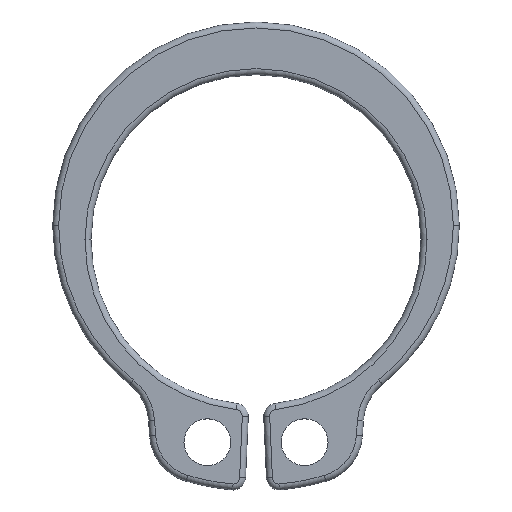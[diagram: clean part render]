
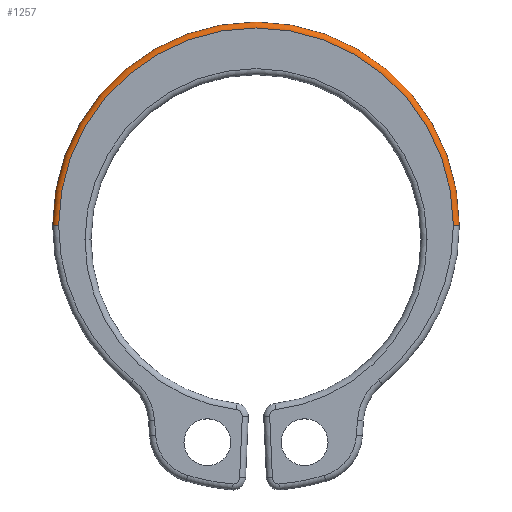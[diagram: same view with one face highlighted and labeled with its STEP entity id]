
A CAD part, top view. The second image highlights one B-rep face of the part: STEP entity #1257.
In plain terms, the highlighted toroidal (fillet/blend) face has major radius 8.25 mm and minor radius 0.25 mm.
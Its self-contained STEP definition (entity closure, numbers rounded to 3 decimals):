
#7 = CIRCLE ( 'NONE', #439, 8.25 ) ;
#57 = CIRCLE ( 'NONE', #1303, 8.5 ) ;
#109 = AXIS2_PLACEMENT_3D ( 'NONE', #214, #1142, #549 ) ;
#139 = DIRECTION ( 'NONE',  ( 0., 1., 0. ) ) ;
#183 = CARTESIAN_POINT ( 'NONE',  ( 0., 0.6, 0.25 ) ) ;
#188 = DIRECTION ( 'NONE',  ( 1., 0., 0. ) ) ;
#195 = CARTESIAN_POINT ( 'NONE',  ( 0., 0.6, 0.5 ) ) ;
#214 = CARTESIAN_POINT ( 'NONE',  ( 8.25, 0.6, 0.25 ) ) ;
#219 = EDGE_CURVE ( 'NONE', #1497, #302, #1325, .T. ) ;
#257 = TOROIDAL_SURFACE ( 'NONE', #1496, 8.25, 0.25 ) ;
#281 = CIRCLE ( 'NONE', #650, 0.25 ) ;
#302 = VERTEX_POINT ( 'NONE', #827 ) ;
#439 = AXIS2_PLACEMENT_3D ( 'NONE', #195, #1132, #1283 ) ;
#549 = DIRECTION ( 'NONE',  ( 0., 0., -1. ) ) ;
#618 = DIRECTION ( 'NONE',  ( 0., 0., -1. ) ) ;
#650 = AXIS2_PLACEMENT_3D ( 'NONE', #952, #139, #1566 ) ;
#699 = ORIENTED_EDGE ( 'NONE', *, *, #1279, .F. ) ;
#781 = CARTESIAN_POINT ( 'NONE',  ( -8.25, 0.6, 0.5 ) ) ;
#805 = DIRECTION ( 'NONE',  ( 0., 0., 1. ) ) ;
#827 = CARTESIAN_POINT ( 'NONE',  ( 8.25, 0.6, 0.5 ) ) ;
#952 = CARTESIAN_POINT ( 'NONE',  ( -8.25, 0.6, 0.25 ) ) ;
#1046 = FACE_OUTER_BOUND ( 'NONE', #1434, .T. ) ;
#1109 = VERTEX_POINT ( 'NONE', #1732 ) ;
#1132 = DIRECTION ( 'NONE',  ( 0., 0., 1. ) ) ;
#1142 = DIRECTION ( 'NONE',  ( 0., -1., 0. ) ) ;
#1154 = EDGE_CURVE ( 'NONE', #1109, #1214, #281, .T. ) ;
#1214 = VERTEX_POINT ( 'NONE', #781 ) ;
#1231 = ORIENTED_EDGE ( 'NONE', *, *, #1154, .T. ) ;
#1256 = CARTESIAN_POINT ( 'NONE',  ( 0., 0.6, 0.25 ) ) ;
#1257 = ADVANCED_FACE ( 'NONE', ( #1046 ), #257, .T. ) ;
#1279 = EDGE_CURVE ( 'NONE', #302, #1214, #7, .T. ) ;
#1283 = DIRECTION ( 'NONE',  ( 1., 0., 0. ) ) ;
#1303 = AXIS2_PLACEMENT_3D ( 'NONE', #1256, #618, #1716 ) ;
#1325 = CIRCLE ( 'NONE', #109, 0.25 ) ;
#1434 = EDGE_LOOP ( 'NONE', ( #1752, #1231, #699, #2014 ) ) ;
#1496 = AXIS2_PLACEMENT_3D ( 'NONE', #183, #805, #188 ) ;
#1497 = VERTEX_POINT ( 'NONE', #1551 ) ;
#1551 = CARTESIAN_POINT ( 'NONE',  ( 8.5, 0.6, 0.25 ) ) ;
#1566 = DIRECTION ( 'NONE',  ( -1., 0., 0. ) ) ;
#1716 = DIRECTION ( 'NONE',  ( 1., 0., 0. ) ) ;
#1732 = CARTESIAN_POINT ( 'NONE',  ( -8.5, 0.6, 0.25 ) ) ;
#1752 = ORIENTED_EDGE ( 'NONE', *, *, #1781, .F. ) ;
#1781 = EDGE_CURVE ( 'NONE', #1109, #1497, #57, .T. ) ;
#2014 = ORIENTED_EDGE ( 'NONE', *, *, #219, .F. ) ;
